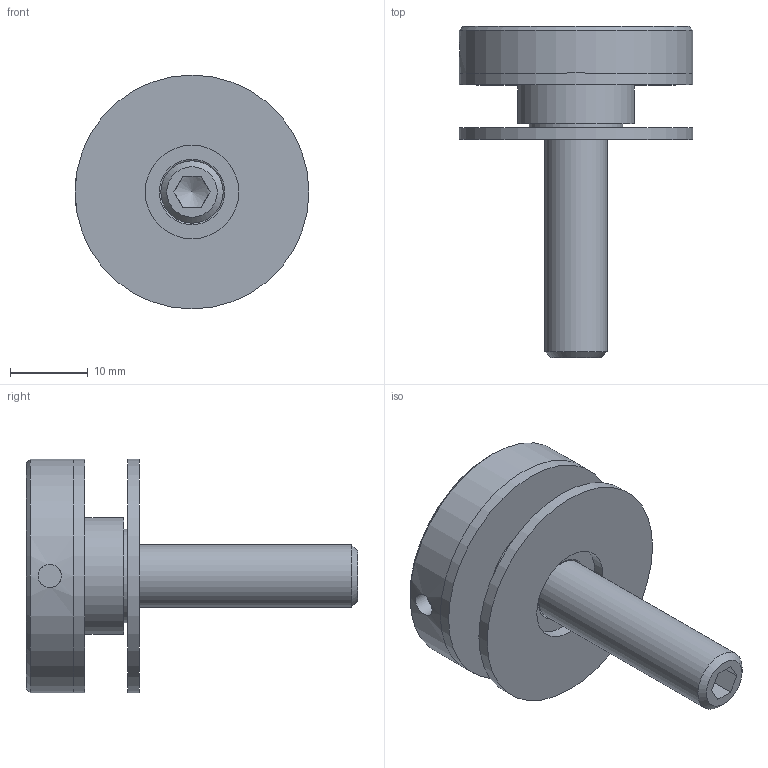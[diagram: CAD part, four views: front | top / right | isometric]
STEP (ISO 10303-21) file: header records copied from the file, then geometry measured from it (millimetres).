
FILE_DESCRIPTION(/* description */ (''),/* implementation_level */ '2;1');
FILE_NAME(/* name */ '41891.iam.step',/* time_stamp */ '2022-08-22T09:49:01+02:00',/* author */ ('Abt. Technik'),/* organization */ (''),/* preprocessor_version */ 'ST-DEVELOPER v19.2',/* originating_system */ 'Autodesk Inventor 2023',/* authorisation */ '');
FILE_SCHEMA (('AUTOMOTIVE_DESIGN { 1 0 10303 214 3 1 1 }'));
Length unit declared in the file: millimetre
Products named in the file (5): 41891; Kopf 41891; DIN 913 - M8 x 40; Gummi 30er Punkthaler; Gummi 30er Punkthaler 2
Assembly tree (4 placements, depth 2):
  41891
    Kopf 41891
    DIN 913 - M8 x 40
    Gummi 30er Punkthaler
    Gummi 30er Punkthaler 2
Bounding box: 30 x 42.5 x 30 mm (x, y, z)
Volume: 8498.8 mm3; surface area: 6845.2 mm2
Topology: 4 solids, 4 shells, 33 faces, 64 edges, 42 vertices
Faces by surface type: plane 18, cylinder 10, cone 4, torus 1
Full cylindrical faces by diameter (mm): 3 x1, 8 x2, 12 x3, 15 x1, 30 x3
Entity records: 1079 total; most frequent: CARTESIAN_POINT 194, DIRECTION 167, ORIENTED_EDGE 126, AXIS2_PLACEMENT_3D 70, EDGE_CURVE 63, VERTEX_POINT 42, EDGE_LOOP 41, FACE_OUTER_BOUND 33
